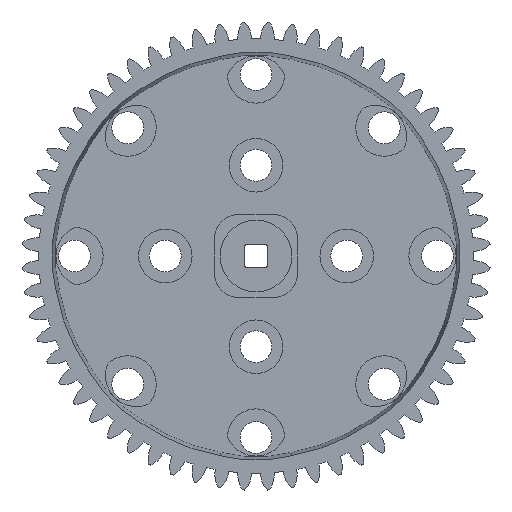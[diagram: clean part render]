
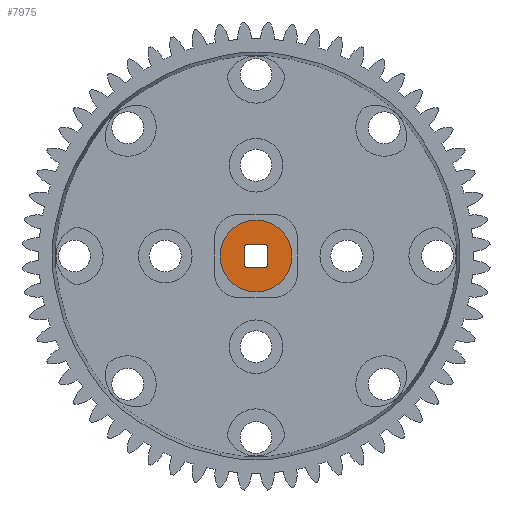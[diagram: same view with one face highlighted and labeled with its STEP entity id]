
A CAD part, front view. The second image highlights one B-rep face of the part: STEP entity #7975.
In plain terms, the highlighted planar face has unit normal (0, -1, 0).
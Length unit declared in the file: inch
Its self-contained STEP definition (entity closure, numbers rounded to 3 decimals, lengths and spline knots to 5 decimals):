
#93=FACE_BOUND('',#1047,.T.);
#146=PLANE('',#9191);
#584=FACE_OUTER_BOUND('',#1046,.T.);
#1046=EDGE_LOOP('',(#6835,#6836));
#1047=EDGE_LOOP('',(#6837,#6838,#6839,#6840,#6841,#6842,#6843,#6844));
#1453=LINE('',#14362,#1862);
#1454=LINE('',#14364,#1863);
#1455=LINE('',#14366,#1864);
#1456=LINE('',#14368,#1865);
#1862=VECTOR('',#11882,0.105);
#1863=VECTOR('',#11885,0.105);
#1864=VECTOR('',#11888,0.105);
#1865=VECTOR('',#11891,0.105);
#2578=CIRCLE('',#9141,0.1975);
#2581=CIRCLE('',#9144,0.1975);
#2598=CIRCLE('',#9175,0.01);
#2600=CIRCLE('',#9178,0.01);
#2602=CIRCLE('',#9181,0.01);
#2605=CIRCLE('',#9186,0.01);
#3342=VERTEX_POINT('',#14102);
#3343=VERTEX_POINT('',#14103);
#3370=VERTEX_POINT('',#14321);
#3371=VERTEX_POINT('',#14322);
#3374=VERTEX_POINT('',#14330);
#3375=VERTEX_POINT('',#14331);
#3378=VERTEX_POINT('',#14339);
#3379=VERTEX_POINT('',#14340);
#3384=VERTEX_POINT('',#14356);
#3385=VERTEX_POINT('',#14357);
#4470=EDGE_CURVE('',#3342,#3343,#2578,.T.);
#4474=EDGE_CURVE('',#3343,#3342,#2581,.T.);
#4515=EDGE_CURVE('',#3370,#3371,#2598,.T.);
#4519=EDGE_CURVE('',#3374,#3375,#2600,.T.);
#4523=EDGE_CURVE('',#3378,#3379,#2602,.T.);
#4532=EDGE_CURVE('',#3384,#3385,#2605,.T.);
#4535=EDGE_CURVE('',#3384,#3371,#1453,.T.);
#4536=EDGE_CURVE('',#3370,#3375,#1454,.T.);
#4537=EDGE_CURVE('',#3374,#3379,#1455,.T.);
#4538=EDGE_CURVE('',#3378,#3385,#1456,.T.);
#6835=ORIENTED_EDGE('',*,*,#4470,.F.);
#6836=ORIENTED_EDGE('',*,*,#4474,.F.);
#6837=ORIENTED_EDGE('',*,*,#4538,.F.);
#6838=ORIENTED_EDGE('',*,*,#4523,.T.);
#6839=ORIENTED_EDGE('',*,*,#4537,.F.);
#6840=ORIENTED_EDGE('',*,*,#4519,.T.);
#6841=ORIENTED_EDGE('',*,*,#4536,.F.);
#6842=ORIENTED_EDGE('',*,*,#4515,.T.);
#6843=ORIENTED_EDGE('',*,*,#4535,.F.);
#6844=ORIENTED_EDGE('',*,*,#4532,.T.);
#7975=ADVANCED_FACE('',(#584,#93),#146,.F.);
#9141=AXIS2_PLACEMENT_3D('',#14104,#11755,#11756);
#9144=AXIS2_PLACEMENT_3D('',#14110,#11762,#11763);
#9175=AXIS2_PLACEMENT_3D('',#14323,#11844,#11845);
#9178=AXIS2_PLACEMENT_3D('',#14332,#11852,#11853);
#9181=AXIS2_PLACEMENT_3D('',#14341,#11860,#11861);
#9186=AXIS2_PLACEMENT_3D('',#14358,#11876,#11877);
#9191=AXIS2_PLACEMENT_3D('',#14369,#11892,#11893);
#11755=DIRECTION('center_axis',(0.,1.,0.));
#11756=DIRECTION('ref_axis',(0.,0.,-1.));
#11762=DIRECTION('center_axis',(0.,1.,0.));
#11763=DIRECTION('ref_axis',(0.,0.,-1.));
#11844=DIRECTION('center_axis',(0.,1.,0.));
#11845=DIRECTION('ref_axis',(0.,0.,1.));
#11852=DIRECTION('center_axis',(0.,1.,0.));
#11853=DIRECTION('ref_axis',(0.,0.,1.));
#11860=DIRECTION('center_axis',(0.,1.,0.));
#11861=DIRECTION('ref_axis',(0.,0.,1.));
#11876=DIRECTION('center_axis',(0.,1.,0.));
#11877=DIRECTION('ref_axis',(0.,0.,1.));
#11882=DIRECTION('',(1.,0.,0.));
#11885=DIRECTION('',(0.,0.,1.));
#11888=DIRECTION('',(-1.,0.,0.));
#11891=DIRECTION('',(0.,0.,-1.));
#11892=DIRECTION('center_axis',(0.,1.,0.));
#11893=DIRECTION('ref_axis',(0.,0.,1.));
#14102=CARTESIAN_POINT('',(0.,0.,-0.1975));
#14103=CARTESIAN_POINT('',(0.,0.,0.1975));
#14104=CARTESIAN_POINT('Origin',(0.,0.,0.));
#14110=CARTESIAN_POINT('Origin',(0.,0.,0.));
#14321=CARTESIAN_POINT('',(0.0625,0.,-0.0525));
#14322=CARTESIAN_POINT('',(0.0525,0.,-0.0625));
#14323=CARTESIAN_POINT('Origin',(0.0525,0.,-0.0525));
#14330=CARTESIAN_POINT('',(0.0525,0.,0.0625));
#14331=CARTESIAN_POINT('',(0.0625,0.,0.0525));
#14332=CARTESIAN_POINT('Origin',(0.0525,0.,0.0525));
#14339=CARTESIAN_POINT('',(-0.0625,0.,0.0525));
#14340=CARTESIAN_POINT('',(-0.0525,0.,0.0625));
#14341=CARTESIAN_POINT('Origin',(-0.0525,0.,0.0525));
#14356=CARTESIAN_POINT('',(-0.0525,0.,-0.0625));
#14357=CARTESIAN_POINT('',(-0.0625,0.,-0.0525));
#14358=CARTESIAN_POINT('Origin',(-0.0525,0.,-0.0525));
#14362=CARTESIAN_POINT('',(-0.0525,0.,-0.0625));
#14364=CARTESIAN_POINT('',(0.0625,0.,-0.0525));
#14366=CARTESIAN_POINT('',(0.0525,0.,0.0625));
#14368=CARTESIAN_POINT('',(-0.0625,0.,0.0525));
#14369=CARTESIAN_POINT('Origin',(0.,0.,0.));
